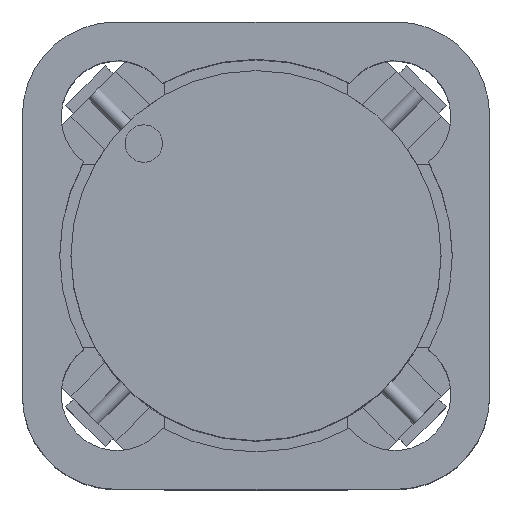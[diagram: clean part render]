
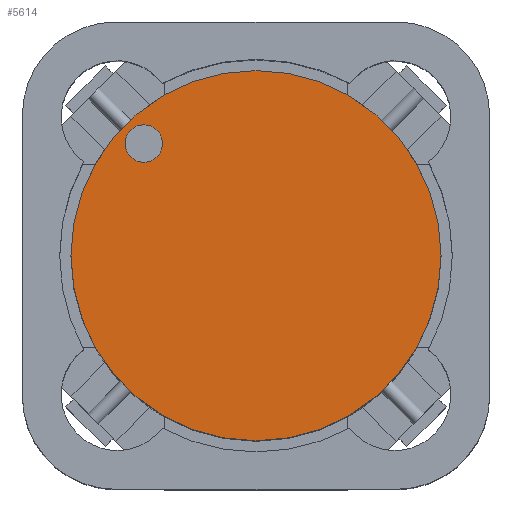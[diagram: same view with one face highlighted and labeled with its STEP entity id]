
A CAD part, top view. The second image highlights one B-rep face of the part: STEP entity #5614.
In plain terms, the highlighted planar face has unit normal (0, 0, 1).
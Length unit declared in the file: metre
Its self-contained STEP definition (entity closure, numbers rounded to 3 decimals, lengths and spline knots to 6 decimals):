
#153=CIRCLE('',#7050,0.0005);
#156=CIRCLE('',#7055,0.00495);
#925=ORIENTED_EDGE('',*,*,#2317,.T.);
#926=ORIENTED_EDGE('',*,*,#2320,.F.);
#2317=EDGE_CURVE('',#3034,#3034,#153,.T.);
#2320=EDGE_CURVE('',#3037,#3037,#156,.T.);
#3034=VERTEX_POINT('',#12551);
#3037=VERTEX_POINT('',#12559);
#4700=EDGE_LOOP('',(#925));
#4701=EDGE_LOOP('',(#926));
#5073=FACE_BOUND('',#4700,.T.);
#5074=FACE_BOUND('',#4701,.T.);
#5350=PLANE('',#7056);
#5614=ADVANCED_FACE('',(#5073,#5074),#5350,.F.);
#7050=AXIS2_PLACEMENT_3D('',#12550,#7964,#7965);
#7055=AXIS2_PLACEMENT_3D('',#12558,#7974,#7975);
#7056=AXIS2_PLACEMENT_3D('',#12560,#7976,#7977);
#7964=DIRECTION('',(0.,0.,-1.));
#7965=DIRECTION('',(0.,1.,0.));
#7974=DIRECTION('',(0.,0.,-1.));
#7975=DIRECTION('',(0.,1.,0.));
#7976=DIRECTION('',(0.,0.,-1.));
#7977=DIRECTION('',(-1.,0.,0.));
#12550=CARTESIAN_POINT('',(-0.003,0.003,0.0086));
#12551=CARTESIAN_POINT('',(-0.003,0.0035,0.0086));
#12558=CARTESIAN_POINT('',(0.,0.,0.0086));
#12559=CARTESIAN_POINT('',(0.,0.00495,0.0086));
#12560=CARTESIAN_POINT('',(0.,0.,0.0086));
